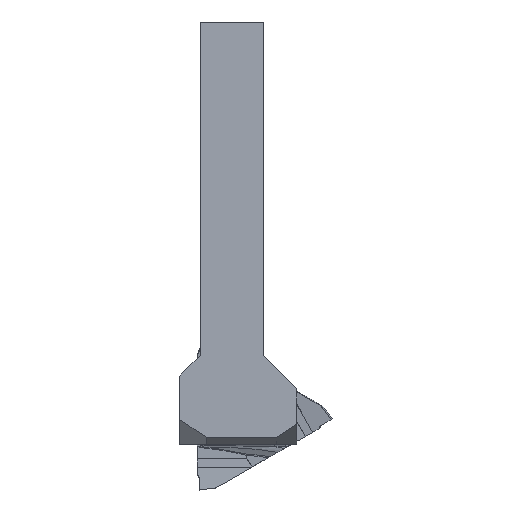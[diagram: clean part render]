
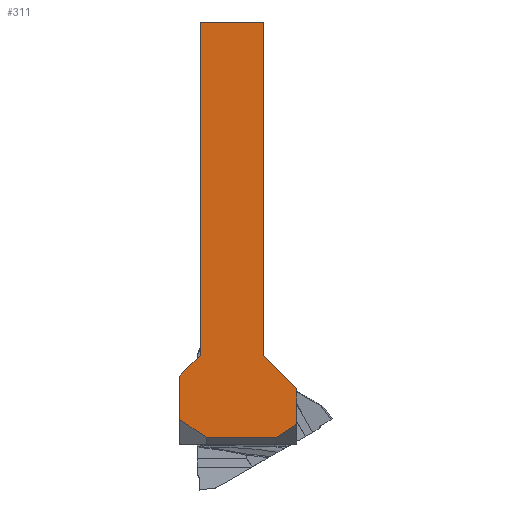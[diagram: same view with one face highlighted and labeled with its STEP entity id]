
A CAD part, left-side view. The second image highlights one B-rep face of the part: STEP entity #311.
In plain terms, the highlighted planar face has unit normal (-1, -0.004, 0).
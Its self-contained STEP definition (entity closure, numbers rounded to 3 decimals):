
#311=ADVANCED_FACE('LEFT_HEAD_PLANE',(#492),#433,.F.);
#433=PLANE('',#2277);
#492=FACE_OUTER_BOUND('',#614,.T.);
#614=EDGE_LOOP('',(#747,#748,#749,#750,#751,#752,#753,#754,#755,#756));
#747=ORIENTED_EDGE('',*,*,#1568,.T.);
#748=ORIENTED_EDGE('',*,*,#1569,.T.);
#749=ORIENTED_EDGE('',*,*,#1570,.F.);
#750=ORIENTED_EDGE('',*,*,#1571,.F.);
#751=ORIENTED_EDGE('',*,*,#1572,.F.);
#752=ORIENTED_EDGE('',*,*,#1573,.T.);
#753=ORIENTED_EDGE('',*,*,#1574,.T.);
#754=ORIENTED_EDGE('',*,*,#1575,.T.);
#755=ORIENTED_EDGE('',*,*,#1576,.T.);
#756=ORIENTED_EDGE('',*,*,#1577,.T.);
#1373=VERTEX_POINT('',#3070);
#1374=VERTEX_POINT('',#3071);
#1375=VERTEX_POINT('',#3073);
#1376=VERTEX_POINT('',#3075);
#1377=VERTEX_POINT('',#3077);
#1378=VERTEX_POINT('',#3079);
#1379=VERTEX_POINT('',#3081);
#1380=VERTEX_POINT('',#3083);
#1381=VERTEX_POINT('',#3085);
#1382=VERTEX_POINT('',#3087);
#1568=EDGE_CURVE('',#1373,#1374,#1881,.T.);
#1569=EDGE_CURVE('',#1374,#1375,#1882,.T.);
#1570=EDGE_CURVE('',#1376,#1375,#1883,.T.);
#1571=EDGE_CURVE('',#1377,#1376,#1884,.T.);
#1572=EDGE_CURVE('',#1378,#1377,#1885,.T.);
#1573=EDGE_CURVE('',#1378,#1379,#1886,.T.);
#1574=EDGE_CURVE('',#1379,#1380,#1887,.T.);
#1575=EDGE_CURVE('',#1380,#1381,#1888,.T.);
#1576=EDGE_CURVE('',#1381,#1382,#1889,.T.);
#1577=EDGE_CURVE('',#1382,#1373,#1890,.T.);
#1881=LINE('',#3069,#2046);
#1882=LINE('',#3072,#2047);
#1883=LINE('',#3074,#2048);
#1884=LINE('',#3076,#2049);
#1885=LINE('',#3078,#2050);
#1886=LINE('',#3080,#2051);
#1887=LINE('',#3082,#2052);
#1888=LINE('',#3084,#2053);
#1889=LINE('',#3086,#2054);
#1890=LINE('',#3088,#2055);
#2046=VECTOR('',#2494,1.);
#2047=VECTOR('',#2495,1.);
#2048=VECTOR('',#2496,1.);
#2049=VECTOR('',#2497,1.);
#2050=VECTOR('',#2498,1.);
#2051=VECTOR('',#2499,1.);
#2052=VECTOR('',#2500,1.);
#2053=VECTOR('',#2501,1.);
#2054=VECTOR('',#2502,1.);
#2055=VECTOR('',#2503,1.);
#2277=AXIS2_PLACEMENT_3D('',#3089,#2504,#2505);
#2494=DIRECTION('',(0.004,-0.833,0.553));
#2495=DIRECTION('',(0.,0.,1.));
#2496=DIRECTION('',(0.003,-0.707,-0.707));
#2497=DIRECTION('',(0.,0.,-1.));
#2498=DIRECTION('',(0.004,-1.,0.));
#2499=DIRECTION('',(0.,0.,-1.));
#2500=DIRECTION('',(-0.003,0.707,-0.707));
#2501=DIRECTION('',(0.,0.,-1.));
#2502=DIRECTION('',(0.004,-0.831,-0.556));
#2503=DIRECTION('',(0.004,-1.,-0.003));
#2504=DIRECTION('',(1.,0.004,0.));
#2505=DIRECTION('',(0.004,-1.,0.));
#3069=CARTESIAN_POINT('',(-9.366,-9.854,-56.902));
#3070=CARTESIAN_POINT('',(-9.4,-2.,-62.118));
#3071=CARTESIAN_POINT('',(-9.387,-5.,-60.126));
#3072=CARTESIAN_POINT('',(-9.387,-5.,-69.85));
#3073=CARTESIAN_POINT('',(-9.387,-5.,-54.85));
#3074=CARTESIAN_POINT('',(-9.409,-0.041,-49.891));
#3075=CARTESIAN_POINT('',(-9.409,0.,-49.85));
#3076=CARTESIAN_POINT('',(-9.409,0.,0.));
#3077=CARTESIAN_POINT('',(-9.409,0.,0.));
#3078=CARTESIAN_POINT('',(-9.387,-5.067,0.));
#3079=CARTESIAN_POINT('',(-9.45,9.45,0.));
#3080=CARTESIAN_POINT('',(-9.45,9.45,0.));
#3081=CARTESIAN_POINT('',(-9.45,9.45,-49.85));
#3082=CARTESIAN_POINT('',(-9.45,9.408,-49.808));
#3083=CARTESIAN_POINT('',(-9.463,12.525,-52.925));
#3084=CARTESIAN_POINT('',(-9.463,12.525,-69.85));
#3085=CARTESIAN_POINT('',(-9.463,12.525,-59.415));
#3086=CARTESIAN_POINT('',(-9.518,24.997,-51.069));
#3087=CARTESIAN_POINT('',(-9.446,8.525,-62.092));
#3088=CARTESIAN_POINT('',(-9.45,9.536,-62.089));
#3089=CARTESIAN_POINT('',(-9.45,9.45,-27.835));
